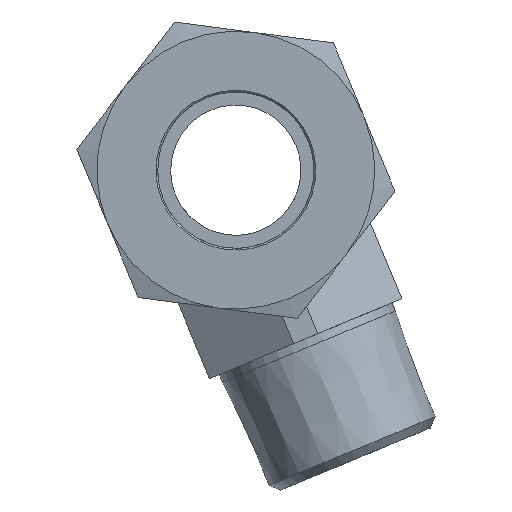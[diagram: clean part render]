
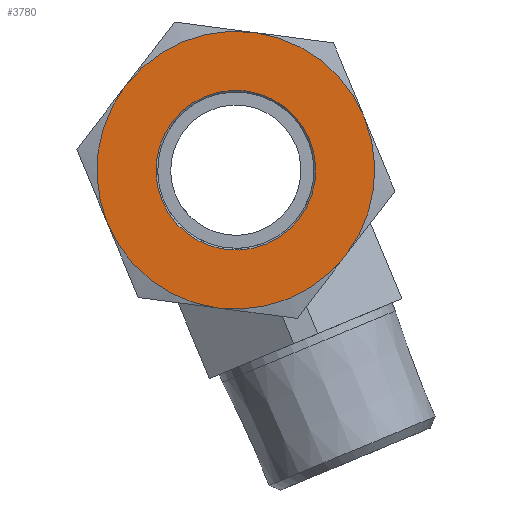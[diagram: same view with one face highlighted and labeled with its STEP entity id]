
A CAD part, front view. The second image highlights one B-rep face of the part: STEP entity #3780.
In plain terms, the highlighted face is planar.
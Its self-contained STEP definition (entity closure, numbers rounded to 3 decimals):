
#3684=CARTESIAN_POINT('',(9.2,0.,18.0));
#3685=VERTEX_POINT('',#3684);
#3686=CARTESIAN_POINT('',(0.0,0.0,18.0));
#3687=DIRECTION('',(0.0,0.0,1.0));
#3688=DIRECTION('',(-1.0,0.0,0.0));
#3689=AXIS2_PLACEMENT_3D('',#3686,#3687,#3688);
#3690=CIRCLE('',#3689,9.2);
#3691=EDGE_CURVE('',#3685,#3685,#3690,.T.);
#3716=CARTESIAN_POINT('',(0.,0.,18.0));
#3717=DIRECTION('',(0.0,0.0,1.0));
#3718=DIRECTION('',(1.0,0.0,0.0));
#3719=AXIS2_PLACEMENT_3D('',#3716,#3717,#3718);
#3720=PLANE('',#3719);
#3721=CARTESIAN_POINT('',(-8.,-13.856,18.0));
#3722=VERTEX_POINT('',#3721);
#3723=CARTESIAN_POINT('',(8.,-13.856,18.0));
#3724=VERTEX_POINT('',#3723);
#3725=CARTESIAN_POINT('',(0.0,0.0,18.0));
#3726=DIRECTION('',(0.0,0.0,1.0));
#3727=DIRECTION('',(-0.5,-0.866,0.0));
#3728=AXIS2_PLACEMENT_3D('',#3725,#3726,#3727);
#3729=CIRCLE('',#3728,16.);
#3730=EDGE_CURVE('',#3722,#3724,#3729,.T.);
#3731=ORIENTED_EDGE('',*,*,#3730,.T.);
#3732=CARTESIAN_POINT('',(16.0,0.,18.0));
#3733=VERTEX_POINT('',#3732);
#3734=CARTESIAN_POINT('',(0.0,0.0,18.0));
#3735=DIRECTION('',(0.0,0.0,1.0));
#3736=DIRECTION('',(-0.5,-0.866,0.0));
#3737=AXIS2_PLACEMENT_3D('',#3734,#3735,#3736);
#3738=CIRCLE('',#3737,16.);
#3739=EDGE_CURVE('',#3724,#3733,#3738,.T.);
#3740=ORIENTED_EDGE('',*,*,#3739,.T.);
#3741=CARTESIAN_POINT('',(8.,13.856,18.0));
#3742=VERTEX_POINT('',#3741);
#3743=CARTESIAN_POINT('',(0.0,0.0,18.0));
#3744=DIRECTION('',(0.0,0.0,1.0));
#3745=DIRECTION('',(-0.5,-0.866,0.0));
#3746=AXIS2_PLACEMENT_3D('',#3743,#3744,#3745);
#3747=CIRCLE('',#3746,16.);
#3748=EDGE_CURVE('',#3733,#3742,#3747,.T.);
#3749=ORIENTED_EDGE('',*,*,#3748,.T.);
#3750=CARTESIAN_POINT('',(-8.,13.856,18.0));
#3751=VERTEX_POINT('',#3750);
#3752=CARTESIAN_POINT('',(0.0,0.0,18.0));
#3753=DIRECTION('',(0.0,0.0,1.0));
#3754=DIRECTION('',(-0.5,-0.866,0.0));
#3755=AXIS2_PLACEMENT_3D('',#3752,#3753,#3754);
#3756=CIRCLE('',#3755,16.);
#3757=EDGE_CURVE('',#3742,#3751,#3756,.T.);
#3758=ORIENTED_EDGE('',*,*,#3757,.T.);
#3759=CARTESIAN_POINT('',(-16.0,0.0,18.0));
#3760=VERTEX_POINT('',#3759);
#3761=CARTESIAN_POINT('',(0.0,0.0,18.0));
#3762=DIRECTION('',(0.0,0.0,1.0));
#3763=DIRECTION('',(-0.5,-0.866,0.0));
#3764=AXIS2_PLACEMENT_3D('',#3761,#3762,#3763);
#3765=CIRCLE('',#3764,16.);
#3766=EDGE_CURVE('',#3751,#3760,#3765,.T.);
#3767=ORIENTED_EDGE('',*,*,#3766,.T.);
#3768=CARTESIAN_POINT('',(0.0,0.0,18.0));
#3769=DIRECTION('',(0.0,0.0,1.0));
#3770=DIRECTION('',(-0.5,-0.866,0.0));
#3771=AXIS2_PLACEMENT_3D('',#3768,#3769,#3770);
#3772=CIRCLE('',#3771,16.);
#3773=EDGE_CURVE('',#3760,#3722,#3772,.T.);
#3774=ORIENTED_EDGE('',*,*,#3773,.T.);
#3775=EDGE_LOOP('',(#3731,#3740,#3749,#3758,#3767,#3774));
#3776=FACE_OUTER_BOUND('',#3775,.T.);
#3777=ORIENTED_EDGE('',*,*,#3691,.F.);
#3778=EDGE_LOOP('',(#3777));
#3779=FACE_BOUND('',#3778,.T.);
#3780=ADVANCED_FACE('',(#3776,#3779),#3720,.T.);
